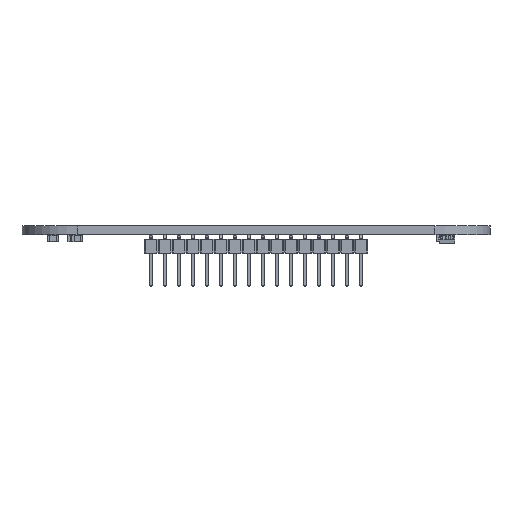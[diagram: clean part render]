
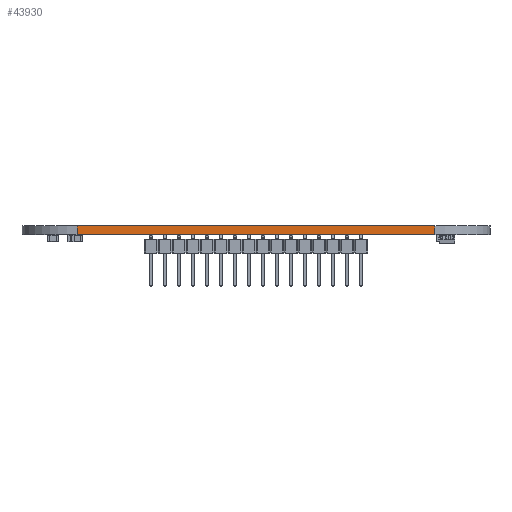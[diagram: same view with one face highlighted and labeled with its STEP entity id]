
A CAD part, left-side view. The second image highlights one B-rep face of the part: STEP entity #43930.
In plain terms, the highlighted planar face has unit normal (-1, 0, 0).
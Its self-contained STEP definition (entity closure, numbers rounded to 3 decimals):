
#38260 = CYLINDRICAL_SURFACE('',#38261,10.);
#38261 = AXIS2_PLACEMENT_3D('',#38262,#38263,#38264);
#38262 = CARTESIAN_POINT('',(-32.5,32.5,0.));
#38263 = DIRECTION('',(-0.,-0.,-1.));
#38264 = DIRECTION('',(1.,0.,-0.));
#38288 = PLANE('',#38289);
#38289 = AXIS2_PLACEMENT_3D('',#38290,#38291,#38292);
#38290 = CARTESIAN_POINT('',(0.,0.,1.6));
#38291 = DIRECTION('',(-0.,-0.,-1.));
#38292 = DIRECTION('',(-1.,0.,0.));
#38342 = PLANE('',#38343);
#38343 = AXIS2_PLACEMENT_3D('',#38344,#38345,#38346);
#38344 = CARTESIAN_POINT('',(0.,0.,0.));
#38345 = DIRECTION('',(-0.,-0.,-1.));
#38346 = DIRECTION('',(-1.,0.,0.));
#38359 = VERTEX_POINT('',#38360);
#38360 = CARTESIAN_POINT('',(-42.5,32.5,1.6));
#38386 = EDGE_CURVE('',#38387,#38359,#38389,.T.);
#38387 = VERTEX_POINT('',#38388);
#38388 = CARTESIAN_POINT('',(-42.5,32.5,0.));
#38389 = SURFACE_CURVE('',#38390,(#38394,#38401),.PCURVE_S1.);
#38390 = LINE('',#38391,#38392);
#38391 = CARTESIAN_POINT('',(-42.5,32.5,0.));
#38392 = VECTOR('',#38393,1.);
#38393 = DIRECTION('',(0.,0.,1.));
#38394 = PCURVE('',#38260,#38395);
#38395 = DEFINITIONAL_REPRESENTATION('',(#38396),#38400);
#38396 = LINE('',#38397,#38398);
#38397 = CARTESIAN_POINT('',(-3.142,0.));
#38398 = VECTOR('',#38399,1.);
#38399 = DIRECTION('',(-0.,-1.));
#38400 = ( GEOMETRIC_REPRESENTATION_CONTEXT(2) 
PARAMETRIC_REPRESENTATION_CONTEXT() REPRESENTATION_CONTEXT('2D SPACE',''
  ) );
#38401 = PCURVE('',#38402,#38407);
#38402 = PLANE('',#38403);
#38403 = AXIS2_PLACEMENT_3D('',#38404,#38405,#38406);
#38404 = CARTESIAN_POINT('',(-42.5,-32.5,0.));
#38405 = DIRECTION('',(-1.,0.,0.));
#38406 = DIRECTION('',(0.,1.,0.));
#38407 = DEFINITIONAL_REPRESENTATION('',(#38408),#38412);
#38408 = LINE('',#38409,#38410);
#38409 = CARTESIAN_POINT('',(65.,0.));
#38410 = VECTOR('',#38411,1.);
#38411 = DIRECTION('',(0.,-1.));
#38412 = ( GEOMETRIC_REPRESENTATION_CONTEXT(2) 
PARAMETRIC_REPRESENTATION_CONTEXT() REPRESENTATION_CONTEXT('2D SPACE',''
  ) );
#38616 = VERTEX_POINT('',#38617);
#38617 = CARTESIAN_POINT('',(-42.5,-32.5,0.));
#38636 = CYLINDRICAL_SURFACE('',#38637,10.);
#38637 = AXIS2_PLACEMENT_3D('',#38638,#38639,#38640);
#38638 = CARTESIAN_POINT('',(-32.5,-32.5,0.));
#38639 = DIRECTION('',(-0.,-0.,-1.));
#38640 = DIRECTION('',(1.,0.,-0.));
#38648 = EDGE_CURVE('',#38616,#38387,#38649,.T.);
#38649 = SURFACE_CURVE('',#38650,(#38654,#38661),.PCURVE_S1.);
#38650 = LINE('',#38651,#38652);
#38651 = CARTESIAN_POINT('',(-42.5,-32.5,0.));
#38652 = VECTOR('',#38653,1.);
#38653 = DIRECTION('',(0.,1.,0.));
#38654 = PCURVE('',#38342,#38655);
#38655 = DEFINITIONAL_REPRESENTATION('',(#38656),#38660);
#38656 = LINE('',#38657,#38658);
#38657 = CARTESIAN_POINT('',(42.5,-32.5));
#38658 = VECTOR('',#38659,1.);
#38659 = DIRECTION('',(0.,1.));
#38660 = ( GEOMETRIC_REPRESENTATION_CONTEXT(2) 
PARAMETRIC_REPRESENTATION_CONTEXT() REPRESENTATION_CONTEXT('2D SPACE',''
  ) );
#38661 = PCURVE('',#38402,#38662);
#38662 = DEFINITIONAL_REPRESENTATION('',(#38663),#38667);
#38663 = LINE('',#38664,#38665);
#38664 = CARTESIAN_POINT('',(0.,0.));
#38665 = VECTOR('',#38666,1.);
#38666 = DIRECTION('',(1.,0.));
#38667 = ( GEOMETRIC_REPRESENTATION_CONTEXT(2) 
PARAMETRIC_REPRESENTATION_CONTEXT() REPRESENTATION_CONTEXT('2D SPACE',''
  ) );
#41516 = VERTEX_POINT('',#41517);
#41517 = CARTESIAN_POINT('',(-42.5,-32.5,1.6));
#41543 = EDGE_CURVE('',#41516,#38359,#41544,.T.);
#41544 = SURFACE_CURVE('',#41545,(#41549,#41556),.PCURVE_S1.);
#41545 = LINE('',#41546,#41547);
#41546 = CARTESIAN_POINT('',(-42.5,-32.5,1.6));
#41547 = VECTOR('',#41548,1.);
#41548 = DIRECTION('',(0.,1.,0.));
#41549 = PCURVE('',#38288,#41550);
#41550 = DEFINITIONAL_REPRESENTATION('',(#41551),#41555);
#41551 = LINE('',#41552,#41553);
#41552 = CARTESIAN_POINT('',(42.5,-32.5));
#41553 = VECTOR('',#41554,1.);
#41554 = DIRECTION('',(0.,1.));
#41555 = ( GEOMETRIC_REPRESENTATION_CONTEXT(2) 
PARAMETRIC_REPRESENTATION_CONTEXT() REPRESENTATION_CONTEXT('2D SPACE',''
  ) );
#41556 = PCURVE('',#38402,#41557);
#41557 = DEFINITIONAL_REPRESENTATION('',(#41558),#41562);
#41558 = LINE('',#41559,#41560);
#41559 = CARTESIAN_POINT('',(0.,-1.6));
#41560 = VECTOR('',#41561,1.);
#41561 = DIRECTION('',(1.,0.));
#41562 = ( GEOMETRIC_REPRESENTATION_CONTEXT(2) 
PARAMETRIC_REPRESENTATION_CONTEXT() REPRESENTATION_CONTEXT('2D SPACE',''
  ) );
#43930 = ADVANCED_FACE('',(#43931),#38402,.T.);
#43931 = FACE_BOUND('',#43932,.T.);
#43932 = EDGE_LOOP('',(#43933,#43954,#43955,#43956));
#43933 = ORIENTED_EDGE('',*,*,#43934,.T.);
#43934 = EDGE_CURVE('',#38616,#41516,#43935,.T.);
#43935 = SURFACE_CURVE('',#43936,(#43940,#43947),.PCURVE_S1.);
#43936 = LINE('',#43937,#43938);
#43937 = CARTESIAN_POINT('',(-42.5,-32.5,0.));
#43938 = VECTOR('',#43939,1.);
#43939 = DIRECTION('',(0.,0.,1.));
#43940 = PCURVE('',#38402,#43941);
#43941 = DEFINITIONAL_REPRESENTATION('',(#43942),#43946);
#43942 = LINE('',#43943,#43944);
#43943 = CARTESIAN_POINT('',(0.,0.));
#43944 = VECTOR('',#43945,1.);
#43945 = DIRECTION('',(0.,-1.));
#43946 = ( GEOMETRIC_REPRESENTATION_CONTEXT(2) 
PARAMETRIC_REPRESENTATION_CONTEXT() REPRESENTATION_CONTEXT('2D SPACE',''
  ) );
#43947 = PCURVE('',#38636,#43948);
#43948 = DEFINITIONAL_REPRESENTATION('',(#43949),#43953);
#43949 = LINE('',#43950,#43951);
#43950 = CARTESIAN_POINT('',(-3.142,0.));
#43951 = VECTOR('',#43952,1.);
#43952 = DIRECTION('',(-0.,-1.));
#43953 = ( GEOMETRIC_REPRESENTATION_CONTEXT(2) 
PARAMETRIC_REPRESENTATION_CONTEXT() REPRESENTATION_CONTEXT('2D SPACE',''
  ) );
#43954 = ORIENTED_EDGE('',*,*,#41543,.T.);
#43955 = ORIENTED_EDGE('',*,*,#38386,.F.);
#43956 = ORIENTED_EDGE('',*,*,#38648,.F.);
